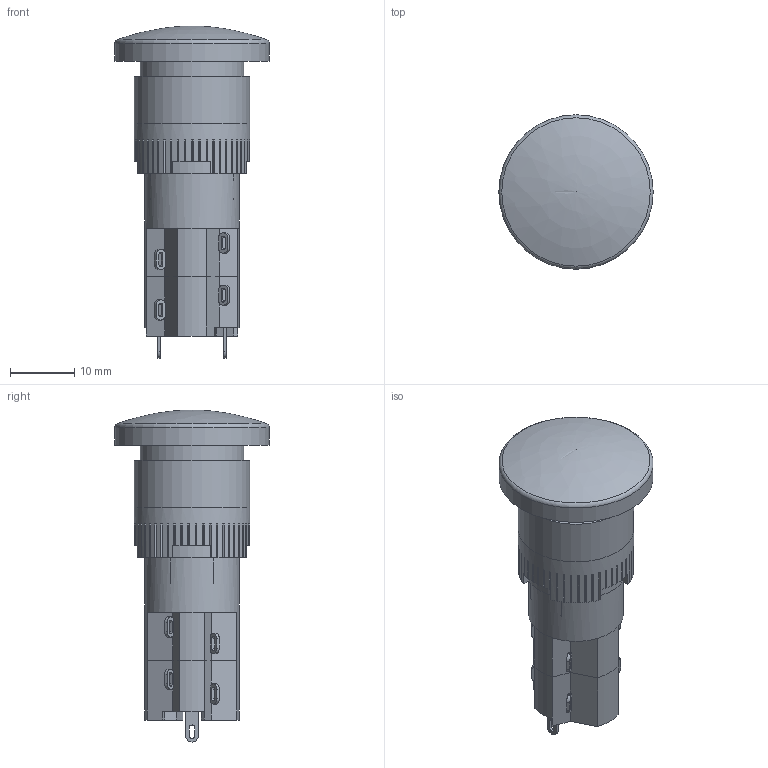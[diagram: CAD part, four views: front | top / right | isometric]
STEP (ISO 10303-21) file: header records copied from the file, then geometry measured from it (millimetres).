
FILE_DESCRIPTION(/* description */ (''),/* implementation_level */ '2;1');
FILE_NAME(/* name */ 'D16xxR1xxxxxxx.stp',/* time_stamp */ '2026-01-21T09:34:01-06:00',/* author */ ('mroman'),/* organization */ (''),/* preprocessor_version */ 'ST-DEVELOPER v18.1',/* originating_system */ 'Autodesk Inventor 2022',/* authorisation */ '');
FILE_SCHEMA (('AUTOMOTIVE_DESIGN { 1 0 10303 214 3 1 1 }'));
Length unit declared in the file: inch
Products named in the file (1): D16xxR1xxxxxxx
Bounding box: 24 x 24 x 51.63 mm (x, y, z)
Volume: 8915.5 mm3; surface area: 5975.7 mm2
Topology: 2 solids, 4 shells, 650 faces, 1856 edges, 1226 vertices
Faces by surface type: plane 477, cylinder 116, bspline 55, torus 1, cone 1
Full cylindrical faces by diameter (mm): 3.2 x2, 3.5 x1, 8.4 x1, 14.7 x1, 16.1 x1, 18 x2, 24 x1
Entity records: 22245 total; most frequent: CARTESIAN_POINT 5199, ORIENTED_EDGE 3710, DIRECTION 3323, EDGE_CURVE 1855, LINE 1357, VECTOR 1357, VERTEX_POINT 1226, AXIS2_PLACEMENT_3D 983
